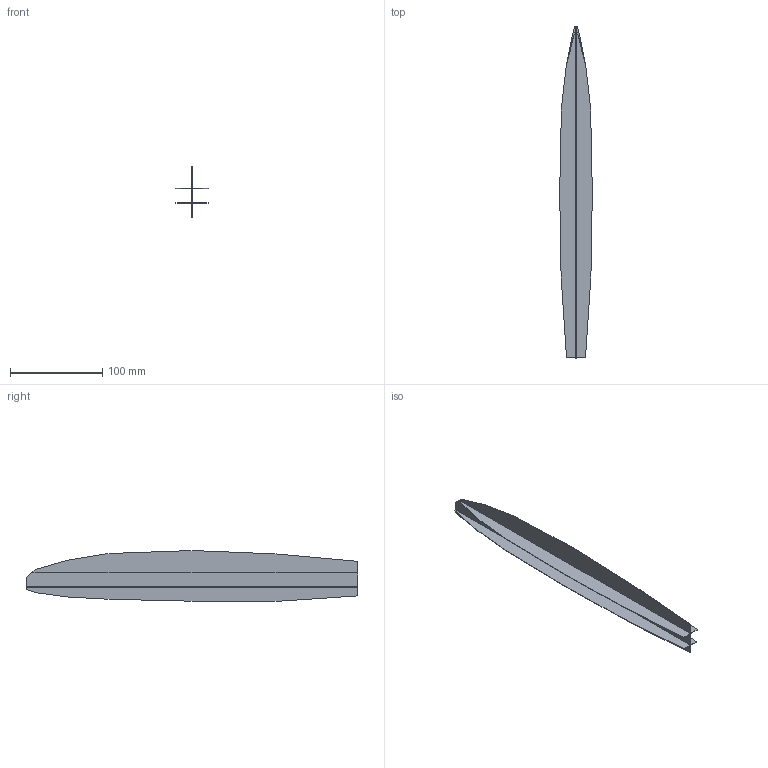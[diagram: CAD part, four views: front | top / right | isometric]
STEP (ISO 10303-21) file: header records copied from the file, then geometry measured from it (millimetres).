
FILE_DESCRIPTION(('FreeCAD Model'),'2;1');
FILE_NAME('Infill.step', '2020-05-10T13:16:41',('Author'),(''), 'Open CASCADE STEP processor 7.3','FreeCAD','Unknown');
FILE_SCHEMA(('AUTOMOTIVE_DESIGN { 1 0 10303 214 1 1 1 1 }'));
Length unit declared in the file: millimetre
Products named in the file (1): Infill_Ribs
Bounding box: 35.36 x 360 x 55.22 mm (x, y, z)
Volume: 18397.4 mm3; surface area: 74013.5 mm2
Topology: 1 solids, 1 shells, 58 faces, 168 edges, 112 vertices
Faces by surface type: bspline 42, plane 16
Entity records: 6745 total; most frequent: CARTESIAN_POINT 4085, ORIENTED_EDGE 336, PCURVE 336, DEFINITIONAL_REPRESENTATION 336, B_SPLINE_CURVE_WITH_KNOTS 308, DIRECTION 230, LINE 196, VECTOR 196
